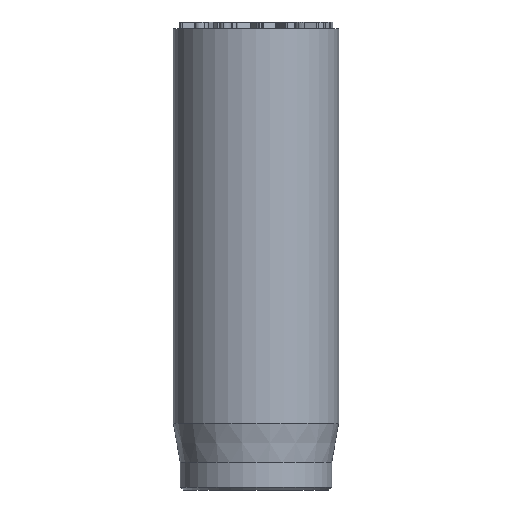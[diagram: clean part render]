
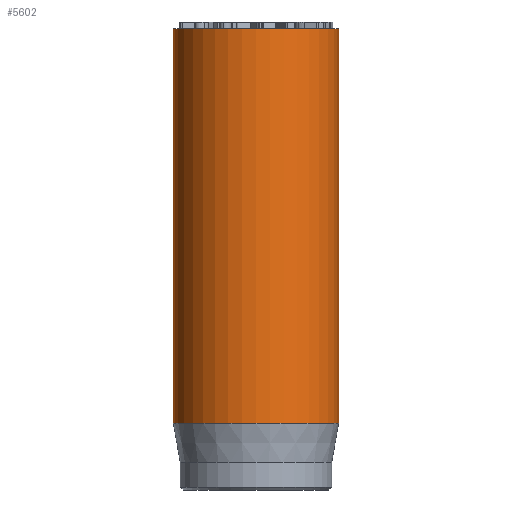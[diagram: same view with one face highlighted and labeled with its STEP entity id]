
A CAD part, front view. The second image highlights one B-rep face of the part: STEP entity #5602.
In plain terms, the highlighted cylindrical face has radius 3 mm (diameter 6 mm), a full revolution.
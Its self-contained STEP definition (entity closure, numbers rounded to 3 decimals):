
#32=CYLINDRICAL_SURFACE('',#5811,3.);
#46=CIRCLE('',#5778,3.);
#62=CIRCLE('',#5809,3.);
#63=CIRCLE('',#5810,3.);
#935=FACE_OUTER_BOUND('',#1265,.T.);
#1265=EDGE_LOOP('',(#5101,#5102,#5103,#5104,#5105));
#1691=LINE('',#10599,#2125);
#2125=VECTOR('',#6496,3.);
#2663=VERTEX_POINT('',#10538);
#2679=VERTEX_POINT('',#10593);
#2680=VERTEX_POINT('',#10594);
#3468=EDGE_CURVE('',#2663,#2663,#46,.T.);
#3492=EDGE_CURVE('',#2679,#2680,#62,.T.);
#3493=EDGE_CURVE('',#2680,#2679,#63,.T.);
#3495=EDGE_CURVE('',#2663,#2679,#1691,.T.);
#5101=ORIENTED_EDGE('',*,*,#3468,.T.);
#5102=ORIENTED_EDGE('',*,*,#3495,.T.);
#5103=ORIENTED_EDGE('',*,*,#3492,.T.);
#5104=ORIENTED_EDGE('',*,*,#3493,.T.);
#5105=ORIENTED_EDGE('',*,*,#3495,.F.);
#5602=ADVANCED_FACE('',(#935),#32,.T.);
#5778=AXIS2_PLACEMENT_3D('',#10539,#6419,#6420);
#5809=AXIS2_PLACEMENT_3D('',#10595,#6489,#6490);
#5810=AXIS2_PLACEMENT_3D('',#10596,#6491,#6492);
#5811=AXIS2_PLACEMENT_3D('',#10598,#6494,#6495);
#6419=DIRECTION('center_axis',(0.,0.,-1.));
#6420=DIRECTION('ref_axis',(-1.,0.,0.));
#6489=DIRECTION('center_axis',(0.,0.,1.));
#6490=DIRECTION('ref_axis',(-1.,0.,0.));
#6491=DIRECTION('center_axis',(0.,0.,1.));
#6492=DIRECTION('ref_axis',(-1.,0.,0.));
#6494=DIRECTION('center_axis',(0.,0.,1.));
#6495=DIRECTION('ref_axis',(-1.,0.,0.));
#6496=DIRECTION('',(0.,0.,-1.));
#10538=CARTESIAN_POINT('',(3.,0.,16.75));
#10539=CARTESIAN_POINT('Origin',(0.,0.,16.75));
#10593=CARTESIAN_POINT('',(3.,0.,2.418));
#10594=CARTESIAN_POINT('',(-3.,0.,2.418));
#10595=CARTESIAN_POINT('Origin',(0.,0.,2.418));
#10596=CARTESIAN_POINT('Origin',(0.,0.,2.418));
#10598=CARTESIAN_POINT('Origin',(0.,0.,0.));
#10599=CARTESIAN_POINT('',(3.,0.,0.));
